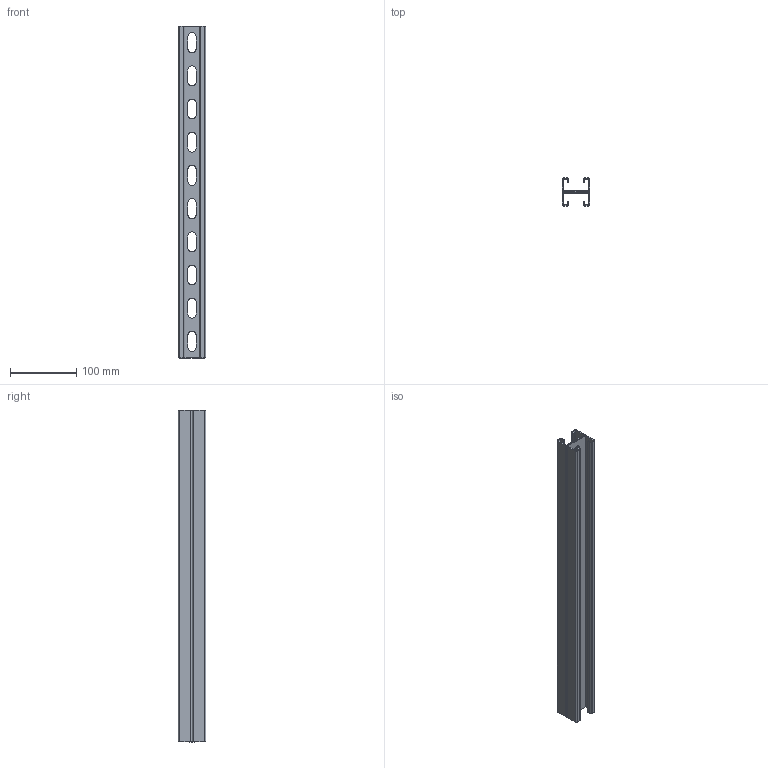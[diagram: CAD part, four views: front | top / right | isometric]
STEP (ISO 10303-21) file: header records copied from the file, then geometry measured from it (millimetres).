
FILE_DESCRIPTION (( 'STEP AP203' ), '1' );
FILE_NAME ('Äâîéíîé STRUT-ïðîôèëü_h21-L500.step', '2022-01-25T11:39:06', ( '' ), ( '' ), 'SwSTEP 2.0', 'SolidWorks 2017', '' );
FILE_SCHEMA (( 'CONFIG_CONTROL_DESIGN' ));
Length unit declared in the file: millimetre
Products named in the file (2): Äâîéíîé STRUT-ïðîôèëü_h21-L500; STRUT-镳铘桦黖h21-500
Assembly tree (2 placements, depth 2):
  Äâîéíîé STRUT-ïðîôèëü_h21-L500
    STRUT-镳铘桦黖h21-500  x2
Bounding box: 41 x 42 x 500 mm (x, y, z)
Volume: 142960.8 mm3; surface area: 199602.7 mm2
Topology: 2 solids, 2 shells, 1724 faces, 5160 edges, 3440 vertices
Faces by surface type: plane 1672, cylinder 52
Entity records: 28724 total; most frequent: CARTESIAN_POINT 5167, ORIENTED_EDGE 5160, DIRECTION 4366, EDGE_CURVE 2580, VECTOR 2528, LINE 2528, VERTEX_POINT 1720, AXIS2_PLACEMENT_3D 919
